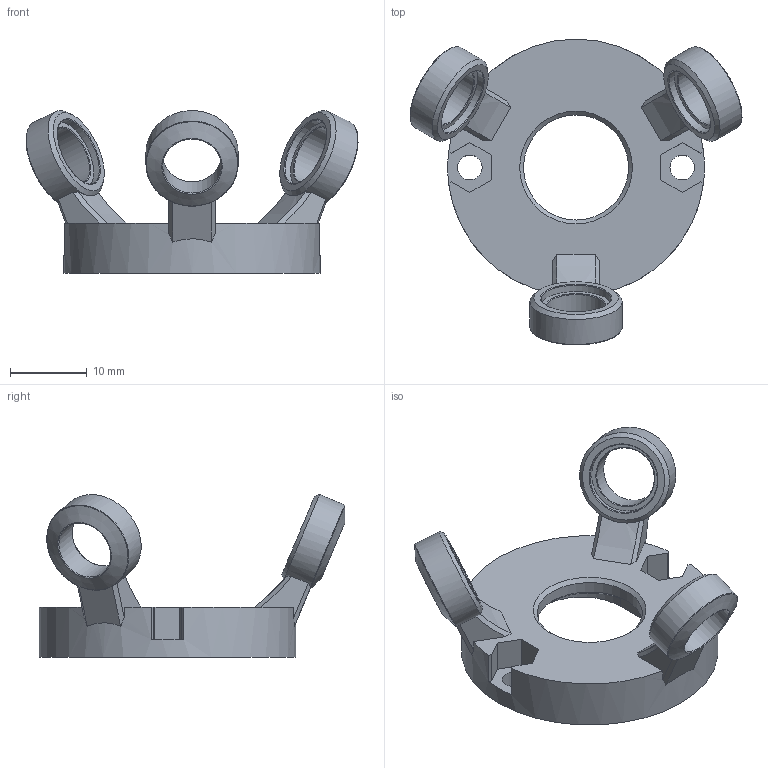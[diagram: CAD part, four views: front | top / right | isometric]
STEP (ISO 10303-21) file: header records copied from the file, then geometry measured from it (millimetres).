
FILE_DESCRIPTION(/* description */ (''),/* implementation_level */ '2;1');
FILE_NAME(/* name */ 'Trackball Mount Low Profile.step',/* time_stamp */ '2023-08-02T14:18:36+01:00',/* author */ (''),/* organization */ (''),/* preprocessor_version */ 'ST-DEVELOPER v20',/* originating_system */ 'Autodesk Translation Framework v12.9.0.99',/* authorisation */ '');
FILE_SCHEMA (('AUTOMOTIVE_DESIGN { 1 0 10303 214 3 1 1 }'));
Length unit declared in the file: millimetre
Products named in the file (1): Trackball Mount Low Profile
Bounding box: 43.13 x 39.74 x 21.17 mm (x, y, z)
Volume: 4603.2 mm3; surface area: 3920.5 mm2
Topology: 1 solids, 1 shells, 90 faces, 262 edges, 175 vertices
Faces by surface type: plane 44, cylinder 20, cone 14, torus 9, bspline 3
Full cylindrical faces by diameter (mm): 3.2 x2, 7.6 x2, 7.7 x1, 9.02 x1, 9.1 x2, 12 x3, 13.647 x1, 33.357 x1
Entity records: 3269 total; most frequent: CARTESIAN_POINT 765, DIRECTION 538, ORIENTED_EDGE 524, EDGE_CURVE 262, AXIS2_PLACEMENT_3D 212, VERTEX_POINT 175, LINE 114, VECTOR 114
